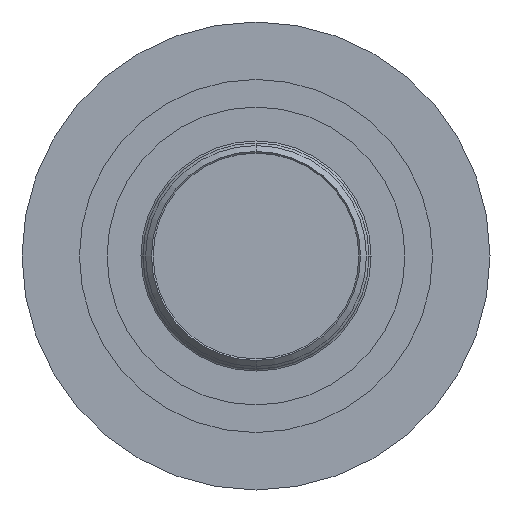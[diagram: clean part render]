
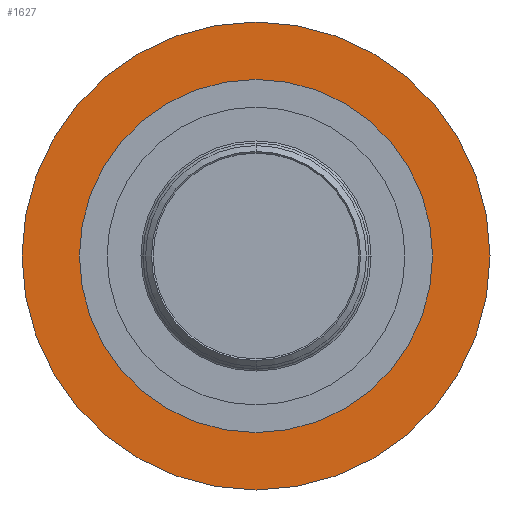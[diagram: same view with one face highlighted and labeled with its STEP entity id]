
A CAD part, front view. The second image highlights one B-rep face of the part: STEP entity #1627.
In plain terms, the highlighted planar face has unit normal (0, -1, 0).
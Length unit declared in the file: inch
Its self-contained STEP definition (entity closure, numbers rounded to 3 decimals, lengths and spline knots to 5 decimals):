
#339 = EDGE_LOOP ( 'NONE', ( #539, #540 ) ) ;
#528 = VERTEX_POINT ( 'NONE', #1200 ) ;
#539 = ORIENTED_EDGE ( 'NONE', *, *, #1684, .T. ) ;
#540 = ORIENTED_EDGE ( 'NONE', *, *, #1638, .T. ) ;
#541 = ORIENTED_EDGE ( 'NONE', *, *, #1647, .F. ) ;
#542 = ORIENTED_EDGE ( 'NONE', *, *, #1642, .F. ) ;
#588 = VERTEX_POINT ( 'NONE', #1218 ) ;
#591 = VERTEX_POINT ( 'NONE', #1221 ) ;
#728 = CARTESIAN_POINT ( 'NONE',  ( 0., 0., 0. ) ) ;
#729 = DIRECTION ( 'NONE',  ( 0., 1., 0. ) ) ;
#730 = DIRECTION ( 'NONE',  ( 0., 0., 1. ) ) ;
#742 = CARTESIAN_POINT ( 'NONE',  ( 0., 0., 0. ) ) ;
#743 = DIRECTION ( 'NONE',  ( 0., 1., 0. ) ) ;
#744 = DIRECTION ( 'NONE',  ( 0., 0., 1. ) ) ;
#760 = CARTESIAN_POINT ( 'NONE',  ( 0., 0., 0. ) ) ;
#761 = DIRECTION ( 'NONE',  ( 0., 1., 0. ) ) ;
#762 = DIRECTION ( 'NONE',  ( 0., 0., 1. ) ) ;
#822 = EDGE_LOOP ( 'NONE', ( #541, #542 ) ) ;
#862 = CIRCLE ( 'NONE', #876, 1.08 ) ;
#865 = AXIS2_PLACEMENT_3D ( 'NONE', #742, #743, #744 ) ;
#868 = CIRCLE ( 'NONE', #865, 1.08 ) ;
#876 = AXIS2_PLACEMENT_3D ( 'NONE', #760, #761, #762 ) ;
#884 = CIRCLE ( 'NONE', #887, 0.815 ) ;
#887 = AXIS2_PLACEMENT_3D ( 'NONE', #728, #729, #730 ) ;
#947 = CIRCLE ( 'NONE', #948, 0.815 ) ;
#948 = AXIS2_PLACEMENT_3D ( 'NONE', #2037, #2038, #2039 ) ;
#1200 = CARTESIAN_POINT ( 'NONE',  ( 0., 0., -1.08 ) ) ;
#1218 = CARTESIAN_POINT ( 'NONE',  ( 0., 0., 1.08 ) ) ;
#1221 = CARTESIAN_POINT ( 'NONE',  ( 0., 0., 0.815 ) ) ;
#1240 = DIRECTION ( 'NONE',  ( 0., 0., -1. ) ) ;
#1533 = CARTESIAN_POINT ( 'NONE',  ( -1.08, 0., 0. ) ) ;
#1534 = FACE_BOUND ( 'NONE', #339, .T. ) ;
#1535 = FACE_OUTER_BOUND ( 'NONE', #822, .T. ) ;
#1539 = PLANE ( 'NONE',  #1764 ) ;
#1540 = DIRECTION ( 'NONE',  ( 0., -1., 0. ) ) ;
#1627 = ADVANCED_FACE ( 'NONE', ( #1534, #1535 ), #1539, .T. ) ;
#1638 = EDGE_CURVE ( 'NONE', #2177, #591, #884, .T. ) ;
#1642 = EDGE_CURVE ( 'NONE', #528, #588, #868, .T. ) ;
#1647 = EDGE_CURVE ( 'NONE', #588, #528, #862, .T. ) ;
#1684 = EDGE_CURVE ( 'NONE', #591, #2177, #947, .T. ) ;
#1764 = AXIS2_PLACEMENT_3D ( 'NONE', #1533, #1540, #1240 ) ;
#2037 = CARTESIAN_POINT ( 'NONE',  ( 0., 0., 0. ) ) ;
#2038 = DIRECTION ( 'NONE',  ( 0., 1., 0. ) ) ;
#2039 = DIRECTION ( 'NONE',  ( 0., 0., 1. ) ) ;
#2094 = CARTESIAN_POINT ( 'NONE',  ( 0., 0., -0.815 ) ) ;
#2177 = VERTEX_POINT ( 'NONE', #2094 ) ;
